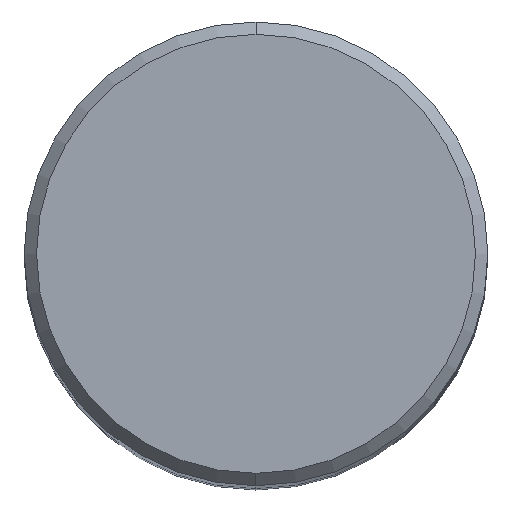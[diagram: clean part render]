
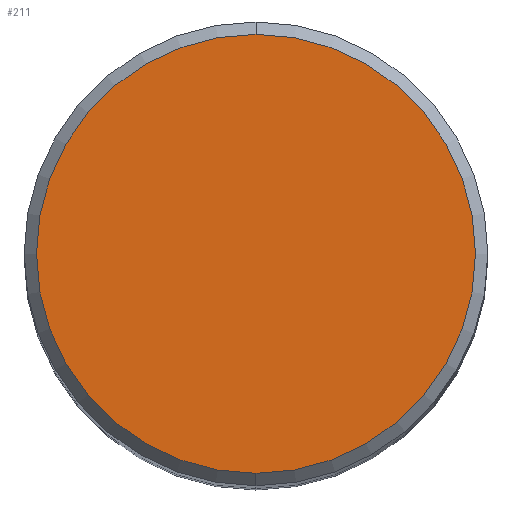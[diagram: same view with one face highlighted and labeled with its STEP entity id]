
A CAD part, top view. The second image highlights one B-rep face of the part: STEP entity #211.
In plain terms, the highlighted planar face has unit normal (0, 0, 1).
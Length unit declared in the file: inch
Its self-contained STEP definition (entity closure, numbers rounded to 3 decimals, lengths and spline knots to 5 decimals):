
#4 = ORIENTED_EDGE ( 'NONE', *, *, #342, .T. ) ;
#12 = CARTESIAN_POINT ( 'NONE',  ( 0., 0.355, 0. ) ) ;
#47 = EDGE_CURVE ( 'NONE', #412, #209, #399, .T. ) ;
#75 = FACE_OUTER_BOUND ( 'NONE', #113, .T. ) ;
#76 = CARTESIAN_POINT ( 'NONE',  ( 0., 0.355, 0. ) ) ;
#103 = DIRECTION ( 'NONE',  ( 0., 0., -1. ) ) ;
#104 = AXIS2_PLACEMENT_3D ( 'NONE', #339, #115, #240 ) ;
#113 = EDGE_LOOP ( 'NONE', ( #4, #148 ) ) ;
#115 = DIRECTION ( 'NONE',  ( 0., 0., 1. ) ) ;
#118 = CARTESIAN_POINT ( 'NONE',  ( 0., -0.355, 0. ) ) ;
#148 = ORIENTED_EDGE ( 'NONE', *, *, #47, .T. ) ;
#190 = DIRECTION ( 'NONE',  ( 0., 0., 1. ) ) ;
#199 = PLANE ( 'NONE',  #237 ) ;
#209 = VERTEX_POINT ( 'NONE', #76 ) ;
#211 = ADVANCED_FACE ( 'NONE', ( #75 ), #199, .F. ) ;
#220 = CIRCLE ( 'NONE', #104, 0.355 ) ;
#237 = AXIS2_PLACEMENT_3D ( 'NONE', #12, #103, #334 ) ;
#240 = DIRECTION ( 'NONE',  ( 0., -1., 0. ) ) ;
#282 = CARTESIAN_POINT ( 'NONE',  ( 0., 0., 0. ) ) ;
#292 = DIRECTION ( 'NONE',  ( 0., -1., 0. ) ) ;
#334 = DIRECTION ( 'NONE',  ( 0., 1., 0. ) ) ;
#336 = AXIS2_PLACEMENT_3D ( 'NONE', #282, #190, #292 ) ;
#339 = CARTESIAN_POINT ( 'NONE',  ( 0., 0., 0. ) ) ;
#342 = EDGE_CURVE ( 'NONE', #209, #412, #220, .T. ) ;
#399 = CIRCLE ( 'NONE', #336, 0.355 ) ;
#412 = VERTEX_POINT ( 'NONE', #118 ) ;
